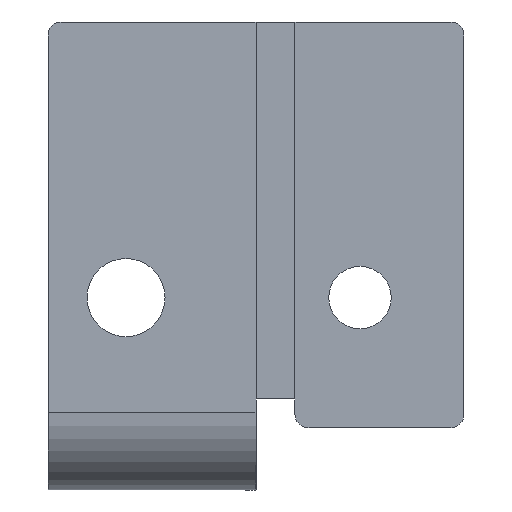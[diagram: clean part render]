
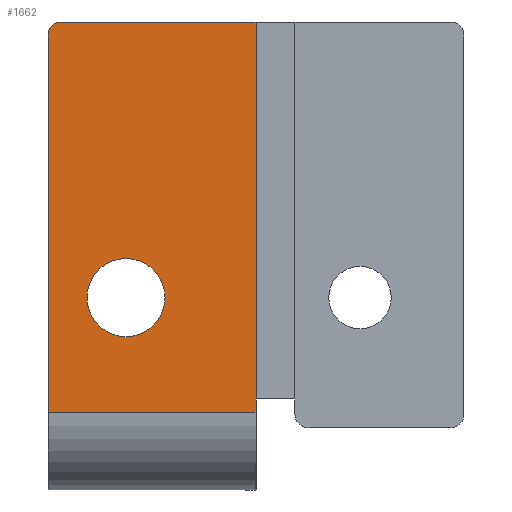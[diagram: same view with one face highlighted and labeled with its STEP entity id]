
A CAD part, front view. The second image highlights one B-rep face of the part: STEP entity #1662.
In plain terms, the highlighted planar face has unit normal (0, -1, 0).
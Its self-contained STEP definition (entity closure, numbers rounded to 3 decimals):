
#811 = VERTEX_POINT('',#812);
#812 = CARTESIAN_POINT('',(4.,0.,3.5));
#826 = PLANE('',#827);
#827 = AXIS2_PLACEMENT_3D('',#828,#829,#830);
#828 = CARTESIAN_POINT('',(4.,0.,3.5));
#829 = DIRECTION('',(0.,1.,0.));
#830 = DIRECTION('',(0.,0.,-1.));
#852 = PLANE('',#853);
#853 = AXIS2_PLACEMENT_3D('',#854,#855,#856);
#854 = CARTESIAN_POINT('',(4.,3.22,6.324));
#855 = DIRECTION('',(-1.,0.,0.));
#856 = DIRECTION('',(0.,-1.,0.));
#902 = VERTEX_POINT('',#903);
#903 = CARTESIAN_POINT('',(4.,0.,18.));
#940 = PLANE('',#941);
#941 = AXIS2_PLACEMENT_3D('',#942,#943,#944);
#942 = CARTESIAN_POINT('',(4.,0.,18.));
#943 = DIRECTION('',(0.,0.,1.));
#944 = DIRECTION('',(0.,-1.,0.));
#995 = CYLINDRICAL_SURFACE('',#996,0.5);
#996 = AXIS2_PLACEMENT_3D('',#997,#998,#999);
#997 = CARTESIAN_POINT('',(-3.5,0.,17.5));
#998 = DIRECTION('',(0.,1.,0.));
#999 = DIRECTION('',(-1.,0.,0.));
#1023 = PLANE('',#1024);
#1024 = AXIS2_PLACEMENT_3D('',#1025,#1026,#1027);
#1025 = CARTESIAN_POINT('',(-4.,3.22,6.324));
#1026 = DIRECTION('',(-1.,0.,0.));
#1027 = DIRECTION('',(0.,-1.,0.));
#1108 = CYLINDRICAL_SURFACE('',#1109,1.5);
#1109 = AXIS2_PLACEMENT_3D('',#1110,#1111,#1112);
#1110 = CARTESIAN_POINT('',(-1.,0.,7.4));
#1111 = DIRECTION('',(0.,1.,0.));
#1112 = DIRECTION('',(-1.,0.,0.));
#1126 = EDGE_CURVE('',#811,#902,#1127,.T.);
#1127 = SURFACE_CURVE('',#1128,(#1132,#1139),.PCURVE_S1.);
#1128 = LINE('',#1129,#1130);
#1129 = CARTESIAN_POINT('',(4.,0.,3.));
#1130 = VECTOR('',#1131,1.);
#1131 = DIRECTION('',(0.,0.,1.));
#1132 = PCURVE('',#826,#1133);
#1133 = DEFINITIONAL_REPRESENTATION('',(#1134),#1138);
#1134 = LINE('',#1135,#1136);
#1135 = CARTESIAN_POINT('',(0.5,0.));
#1136 = VECTOR('',#1137,1.);
#1137 = DIRECTION('',(-1.,0.));
#1138 = ( GEOMETRIC_REPRESENTATION_CONTEXT(2) 
PARAMETRIC_REPRESENTATION_CONTEXT() REPRESENTATION_CONTEXT('2D SPACE',''
  ) );
#1139 = PCURVE('',#1140,#1145);
#1140 = PLANE('',#1141);
#1141 = AXIS2_PLACEMENT_3D('',#1142,#1143,#1144);
#1142 = CARTESIAN_POINT('',(4.,0.,3.));
#1143 = DIRECTION('',(0.,-1.,0.));
#1144 = DIRECTION('',(0.,0.,-1.));
#1145 = DEFINITIONAL_REPRESENTATION('',(#1146),#1150);
#1146 = LINE('',#1147,#1148);
#1147 = CARTESIAN_POINT('',(0.,0.));
#1148 = VECTOR('',#1149,1.);
#1149 = DIRECTION('',(-1.,0.));
#1150 = ( GEOMETRIC_REPRESENTATION_CONTEXT(2) 
PARAMETRIC_REPRESENTATION_CONTEXT() REPRESENTATION_CONTEXT('2D SPACE',''
  ) );
#1213 = EDGE_CURVE('',#1214,#811,#1216,.T.);
#1214 = VERTEX_POINT('',#1215);
#1215 = CARTESIAN_POINT('',(4.,0.,3.));
#1216 = SURFACE_CURVE('',#1217,(#1221,#1228),.PCURVE_S1.);
#1217 = LINE('',#1218,#1219);
#1218 = CARTESIAN_POINT('',(4.,0.,3.));
#1219 = VECTOR('',#1220,1.);
#1220 = DIRECTION('',(0.,0.,1.));
#1221 = PCURVE('',#852,#1222);
#1222 = DEFINITIONAL_REPRESENTATION('',(#1223),#1227);
#1223 = LINE('',#1224,#1225);
#1224 = CARTESIAN_POINT('',(3.22,-3.324));
#1225 = VECTOR('',#1226,1.);
#1226 = DIRECTION('',(0.,1.));
#1227 = ( GEOMETRIC_REPRESENTATION_CONTEXT(2) 
PARAMETRIC_REPRESENTATION_CONTEXT() REPRESENTATION_CONTEXT('2D SPACE',''
  ) );
#1228 = PCURVE('',#1140,#1229);
#1229 = DEFINITIONAL_REPRESENTATION('',(#1230),#1234);
#1230 = LINE('',#1231,#1232);
#1231 = CARTESIAN_POINT('',(0.,0.));
#1232 = VECTOR('',#1233,1.);
#1233 = DIRECTION('',(-1.,0.));
#1234 = ( GEOMETRIC_REPRESENTATION_CONTEXT(2) 
PARAMETRIC_REPRESENTATION_CONTEXT() REPRESENTATION_CONTEXT('2D SPACE',''
  ) );
#1257 = CYLINDRICAL_SURFACE('',#1258,3.);
#1258 = AXIS2_PLACEMENT_3D('',#1259,#1260,#1261);
#1259 = CARTESIAN_POINT('',(4.,3.,3.));
#1260 = DIRECTION('',(1.,0.,0.));
#1261 = DIRECTION('',(0.,1.,0.));
#1326 = EDGE_CURVE('',#902,#1327,#1329,.T.);
#1327 = VERTEX_POINT('',#1328);
#1328 = CARTESIAN_POINT('',(-3.5,0.,18.));
#1329 = SURFACE_CURVE('',#1330,(#1334,#1341),.PCURVE_S1.);
#1330 = LINE('',#1331,#1332);
#1331 = CARTESIAN_POINT('',(4.,0.,18.));
#1332 = VECTOR('',#1333,1.);
#1333 = DIRECTION('',(-1.,0.,0.));
#1334 = PCURVE('',#940,#1335);
#1335 = DEFINITIONAL_REPRESENTATION('',(#1336),#1340);
#1336 = LINE('',#1337,#1338);
#1337 = CARTESIAN_POINT('',(-0.,0.));
#1338 = VECTOR('',#1339,1.);
#1339 = DIRECTION('',(0.,-1.));
#1340 = ( GEOMETRIC_REPRESENTATION_CONTEXT(2) 
PARAMETRIC_REPRESENTATION_CONTEXT() REPRESENTATION_CONTEXT('2D SPACE',''
  ) );
#1341 = PCURVE('',#1140,#1342);
#1342 = DEFINITIONAL_REPRESENTATION('',(#1343),#1347);
#1343 = LINE('',#1344,#1345);
#1344 = CARTESIAN_POINT('',(-15.,0.));
#1345 = VECTOR('',#1346,1.);
#1346 = DIRECTION('',(0.,-1.));
#1347 = ( GEOMETRIC_REPRESENTATION_CONTEXT(2) 
PARAMETRIC_REPRESENTATION_CONTEXT() REPRESENTATION_CONTEXT('2D SPACE',''
  ) );
#1375 = EDGE_CURVE('',#1376,#1327,#1378,.T.);
#1376 = VERTEX_POINT('',#1377);
#1377 = CARTESIAN_POINT('',(-4.,0.,17.5));
#1378 = SURFACE_CURVE('',#1379,(#1384,#1391),.PCURVE_S1.);
#1379 = CIRCLE('',#1380,0.5);
#1380 = AXIS2_PLACEMENT_3D('',#1381,#1382,#1383);
#1381 = CARTESIAN_POINT('',(-3.5,0.,17.5));
#1382 = DIRECTION('',(0.,1.,0.));
#1383 = DIRECTION('',(0.,0.,1.));
#1384 = PCURVE('',#995,#1385);
#1385 = DEFINITIONAL_REPRESENTATION('',(#1386),#1390);
#1386 = LINE('',#1387,#1388);
#1387 = CARTESIAN_POINT('',(-4.712,0.));
#1388 = VECTOR('',#1389,1.);
#1389 = DIRECTION('',(1.,0.));
#1390 = ( GEOMETRIC_REPRESENTATION_CONTEXT(2) 
PARAMETRIC_REPRESENTATION_CONTEXT() REPRESENTATION_CONTEXT('2D SPACE',''
  ) );
#1391 = PCURVE('',#1140,#1392);
#1392 = DEFINITIONAL_REPRESENTATION('',(#1393),#1401);
#1393 = ( BOUNDED_CURVE() B_SPLINE_CURVE(2,(#1394,#1395,#1396,#1397,
#1398,#1399,#1400),.UNSPECIFIED.,.T.,.F.) B_SPLINE_CURVE_WITH_KNOTS((1,2
    ,2,2,2,1),(-2.094,0.,2.094,4.189,
6.283,8.378),.UNSPECIFIED.) CURVE() 
GEOMETRIC_REPRESENTATION_ITEM() RATIONAL_B_SPLINE_CURVE((1.,0.5,1.,0.5,
1.,0.5,1.)) REPRESENTATION_ITEM('') );
#1394 = CARTESIAN_POINT('',(-15.,-7.5));
#1395 = CARTESIAN_POINT('',(-15.,-6.634));
#1396 = CARTESIAN_POINT('',(-14.25,-7.067));
#1397 = CARTESIAN_POINT('',(-13.5,-7.5));
#1398 = CARTESIAN_POINT('',(-14.25,-7.933));
#1399 = CARTESIAN_POINT('',(-15.,-8.366));
#1400 = CARTESIAN_POINT('',(-15.,-7.5));
#1401 = ( GEOMETRIC_REPRESENTATION_CONTEXT(2) 
PARAMETRIC_REPRESENTATION_CONTEXT() REPRESENTATION_CONTEXT('2D SPACE',''
  ) );
#1429 = EDGE_CURVE('',#1430,#1376,#1432,.T.);
#1430 = VERTEX_POINT('',#1431);
#1431 = CARTESIAN_POINT('',(-4.,0.,3.));
#1432 = SURFACE_CURVE('',#1433,(#1437,#1444),.PCURVE_S1.);
#1433 = LINE('',#1434,#1435);
#1434 = CARTESIAN_POINT('',(-4.,0.,3.));
#1435 = VECTOR('',#1436,1.);
#1436 = DIRECTION('',(0.,0.,1.));
#1437 = PCURVE('',#1023,#1438);
#1438 = DEFINITIONAL_REPRESENTATION('',(#1439),#1443);
#1439 = LINE('',#1440,#1441);
#1440 = CARTESIAN_POINT('',(3.22,-3.324));
#1441 = VECTOR('',#1442,1.);
#1442 = DIRECTION('',(0.,1.));
#1443 = ( GEOMETRIC_REPRESENTATION_CONTEXT(2) 
PARAMETRIC_REPRESENTATION_CONTEXT() REPRESENTATION_CONTEXT('2D SPACE',''
  ) );
#1444 = PCURVE('',#1140,#1445);
#1445 = DEFINITIONAL_REPRESENTATION('',(#1446),#1450);
#1446 = LINE('',#1447,#1448);
#1447 = CARTESIAN_POINT('',(0.,-8.));
#1448 = VECTOR('',#1449,1.);
#1449 = DIRECTION('',(-1.,0.));
#1450 = ( GEOMETRIC_REPRESENTATION_CONTEXT(2) 
PARAMETRIC_REPRESENTATION_CONTEXT() REPRESENTATION_CONTEXT('2D SPACE',''
  ) );
#1613 = VERTEX_POINT('',#1614);
#1614 = CARTESIAN_POINT('',(-2.5,0.,7.4));
#1635 = EDGE_CURVE('',#1613,#1613,#1636,.T.);
#1636 = SURFACE_CURVE('',#1637,(#1642,#1649),.PCURVE_S1.);
#1637 = CIRCLE('',#1638,1.5);
#1638 = AXIS2_PLACEMENT_3D('',#1639,#1640,#1641);
#1639 = CARTESIAN_POINT('',(-1.,0.,7.4));
#1640 = DIRECTION('',(0.,1.,0.));
#1641 = DIRECTION('',(-1.,0.,0.));
#1642 = PCURVE('',#1108,#1643);
#1643 = DEFINITIONAL_REPRESENTATION('',(#1644),#1648);
#1644 = LINE('',#1645,#1646);
#1645 = CARTESIAN_POINT('',(0.,0.));
#1646 = VECTOR('',#1647,1.);
#1647 = DIRECTION('',(1.,0.));
#1648 = ( GEOMETRIC_REPRESENTATION_CONTEXT(2) 
PARAMETRIC_REPRESENTATION_CONTEXT() REPRESENTATION_CONTEXT('2D SPACE',''
  ) );
#1649 = PCURVE('',#1140,#1650);
#1650 = DEFINITIONAL_REPRESENTATION('',(#1651),#1659);
#1651 = ( BOUNDED_CURVE() B_SPLINE_CURVE(2,(#1652,#1653,#1654,#1655,
#1656,#1657,#1658),.UNSPECIFIED.,.T.,.F.) B_SPLINE_CURVE_WITH_KNOTS((1,2
    ,2,2,2,1),(-2.094,0.,2.094,4.189,
6.283,8.378),.UNSPECIFIED.) CURVE() 
GEOMETRIC_REPRESENTATION_ITEM() RATIONAL_B_SPLINE_CURVE((1.,0.5,1.,0.5,
1.,0.5,1.)) REPRESENTATION_ITEM('') );
#1652 = CARTESIAN_POINT('',(-4.4,-6.5));
#1653 = CARTESIAN_POINT('',(-6.998,-6.5));
#1654 = CARTESIAN_POINT('',(-5.699,-4.25));
#1655 = CARTESIAN_POINT('',(-4.4,-2.));
#1656 = CARTESIAN_POINT('',(-3.101,-4.25));
#1657 = CARTESIAN_POINT('',(-1.802,-6.5));
#1658 = CARTESIAN_POINT('',(-4.4,-6.5));
#1659 = ( GEOMETRIC_REPRESENTATION_CONTEXT(2) 
PARAMETRIC_REPRESENTATION_CONTEXT() REPRESENTATION_CONTEXT('2D SPACE',''
  ) );
#1662 = ADVANCED_FACE('',(#1663,#1691),#1140,.T.);
#1663 = FACE_BOUND('',#1664,.F.);
#1664 = EDGE_LOOP('',(#1665,#1666,#1667,#1668,#1689,#1690));
#1665 = ORIENTED_EDGE('',*,*,#1326,.F.);
#1666 = ORIENTED_EDGE('',*,*,#1126,.F.);
#1667 = ORIENTED_EDGE('',*,*,#1213,.F.);
#1668 = ORIENTED_EDGE('',*,*,#1669,.T.);
#1669 = EDGE_CURVE('',#1214,#1430,#1670,.T.);
#1670 = SURFACE_CURVE('',#1671,(#1675,#1682),.PCURVE_S1.);
#1671 = LINE('',#1672,#1673);
#1672 = CARTESIAN_POINT('',(4.,0.,3.));
#1673 = VECTOR('',#1674,1.);
#1674 = DIRECTION('',(-1.,0.,0.));
#1675 = PCURVE('',#1140,#1676);
#1676 = DEFINITIONAL_REPRESENTATION('',(#1677),#1681);
#1677 = LINE('',#1678,#1679);
#1678 = CARTESIAN_POINT('',(0.,0.));
#1679 = VECTOR('',#1680,1.);
#1680 = DIRECTION('',(0.,-1.));
#1681 = ( GEOMETRIC_REPRESENTATION_CONTEXT(2) 
PARAMETRIC_REPRESENTATION_CONTEXT() REPRESENTATION_CONTEXT('2D SPACE',''
  ) );
#1682 = PCURVE('',#1257,#1683);
#1683 = DEFINITIONAL_REPRESENTATION('',(#1684),#1688);
#1684 = LINE('',#1685,#1686);
#1685 = CARTESIAN_POINT('',(3.142,0.));
#1686 = VECTOR('',#1687,1.);
#1687 = DIRECTION('',(0.,-1.));
#1688 = ( GEOMETRIC_REPRESENTATION_CONTEXT(2) 
PARAMETRIC_REPRESENTATION_CONTEXT() REPRESENTATION_CONTEXT('2D SPACE',''
  ) );
#1689 = ORIENTED_EDGE('',*,*,#1429,.T.);
#1690 = ORIENTED_EDGE('',*,*,#1375,.T.);
#1691 = FACE_BOUND('',#1692,.F.);
#1692 = EDGE_LOOP('',(#1693));
#1693 = ORIENTED_EDGE('',*,*,#1635,.F.);
